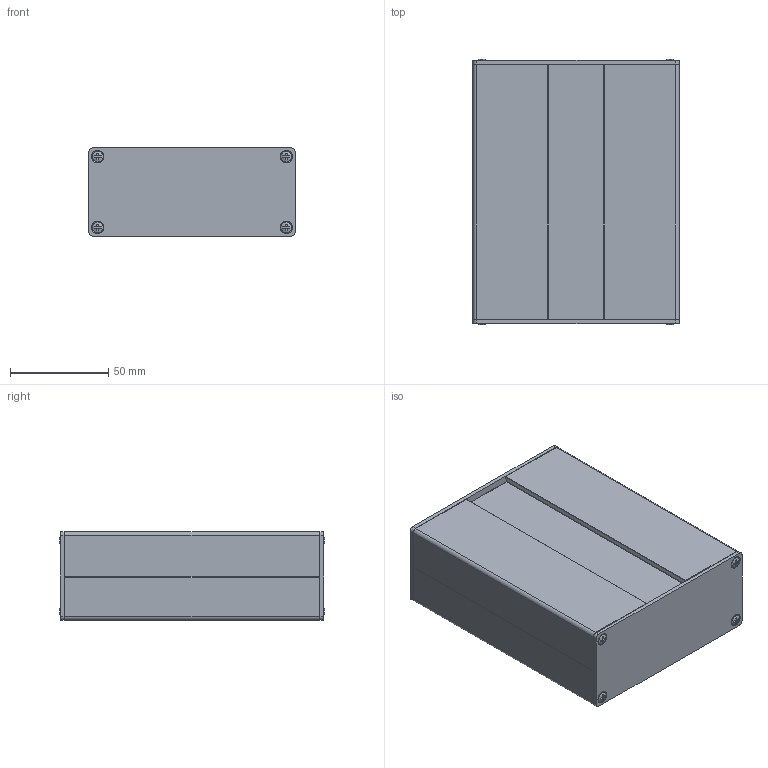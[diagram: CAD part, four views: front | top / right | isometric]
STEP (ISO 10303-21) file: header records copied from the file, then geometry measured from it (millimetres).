
FILE_DESCRIPTION(/* description */ (''),/* implementation_level */ '2;1');
FILE_NAME(/* name */ '2501100100 - Profil-Geh. ETP 104513.stp',/* time_stamp */ '2016-10-14T10:22:06+02:00',/* author */ ('Robin.Rentz'),/* organization */ (''),/* preprocessor_version */ 'ST-DEVELOPER v15.6',/* originating_system */ 'Autodesk Inventor 2015',/* authorisation */ '');
FILE_SCHEMA (('CONFIG_CONTROL_DESIGN'));
Length unit declared in the file: millimetre
Products named in the file (4): Profil ETP flach _ 130 mm; 2516000001 - Alu-Blechdeckel ETP _ 45er Höhe; 1990000000 - C2,9 x 13 (DIN 7983); 2501100100 - Profil-Geh. ETP 104513
Bounding box: 105 x 135.22 x 45 mm (x, y, z)
Volume: 114905.3 mm3; surface area: 115324.5 mm2
Topology: 12 solids, 12 shells, 964 faces, 2204 edges, 1256 vertices
Faces by surface type: cylinder 384, plane 300, sphere 128, torus 120, cone 24, bspline 8
Full cylindrical faces by diameter (mm): 2.9 x8, 4 x8, 5.5 x8
Entity records: 11336 total; most frequent: DIRECTION 2114, CARTESIAN_POINT 1882, ORIENTED_EDGE 1732, EDGE_CURVE 866, AXIS2_PLACEMENT_3D 854, VERTEX_POINT 483, CIRCLE 438, EDGE_LOOP 421
